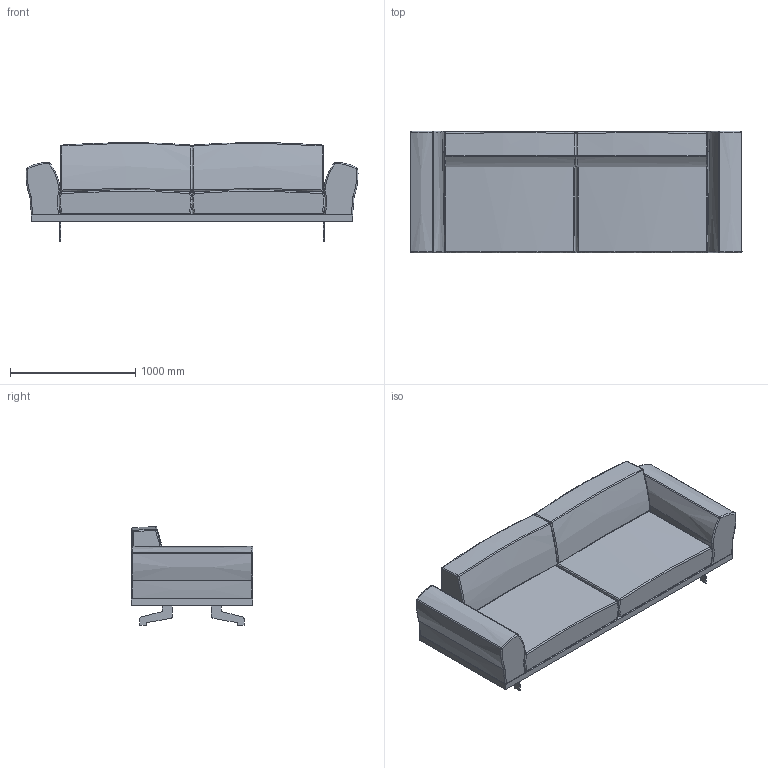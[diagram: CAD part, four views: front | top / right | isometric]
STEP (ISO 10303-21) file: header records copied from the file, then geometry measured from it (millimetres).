
FILE_DESCRIPTION(/* description */ (''),/* implementation_level */ '2;1');
FILE_NAME(/* name */ '470 Fancy divano 256',/* time_stamp */ '2013-12-12T17:16:11+01:00',/* author */ (''),/* organization */ (''),/* preprocessor_version */ 'ST-DEVELOPER v10',/* originating_system */ '',/* authorisation */ '');
FILE_SCHEMA (('CONFIG_CONTROL_DESIGN'));
Length unit declared in the file: centimetre
Products named in the file (1): 1
Bounding box: 2646.01 x 970 x 787.29 mm (x, y, z)
Volume: 875191670.8 mm3; surface area: 16653234 mm2
Topology: 11 solids, 11 shells, 196 faces, 396 edges, 222 vertices
Faces by surface type: bspline 196
Entity records: 7310 total; most frequent: CARTESIAN_POINT 5112, ORIENTED_EDGE 792, EDGE_CURVE 396, VERTEX_POINT 222, ADVANCED_FACE 196, FACE_OUTER_BOUND 196, EDGE_LOOP 196, B_SPLINE_CURVE_WITH_KNOTS 56
